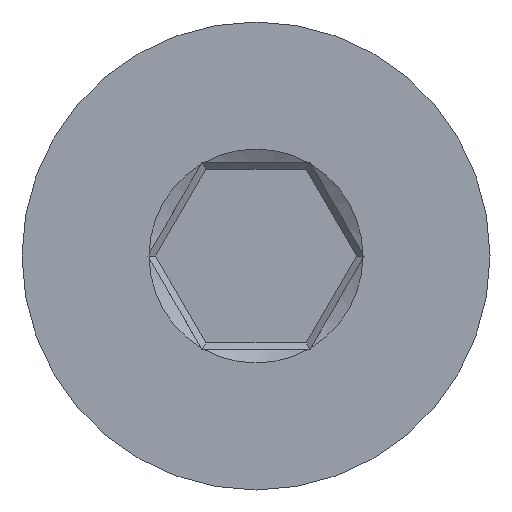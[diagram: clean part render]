
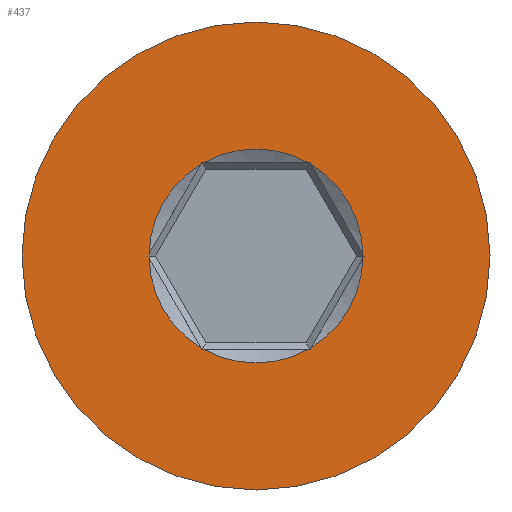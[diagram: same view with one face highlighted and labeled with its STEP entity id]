
A CAD part, left-side view. The second image highlights one B-rep face of the part: STEP entity #437.
In plain terms, the highlighted planar face has unit normal (-1, 0, 0).
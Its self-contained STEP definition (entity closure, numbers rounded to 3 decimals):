
#44=LINE('',#666,#80);
#45=LINE('',#672,#81);
#48=LINE('',#678,#84);
#49=LINE('',#683,#85);
#51=LINE('',#688,#87);
#52=LINE('',#693,#88);
#53=LINE('',#726,#89);
#54=LINE('',#727,#90);
#55=LINE('',#728,#91);
#56=LINE('',#729,#92);
#57=LINE('',#731,#93);
#58=LINE('',#732,#94);
#80=VECTOR('',#539,0.168);
#81=VECTOR('',#540,0.168);
#84=VECTOR('',#545,0.168);
#85=VECTOR('',#546,0.168);
#87=VECTOR('',#550,0.168);
#88=VECTOR('',#551,0.168);
#89=VECTOR('',#582,0.168);
#90=VECTOR('',#583,0.168);
#91=VECTOR('',#584,0.168);
#92=VECTOR('',#585,0.168);
#93=VECTOR('',#586,0.168);
#94=VECTOR('',#587,0.168);
#108=PLANE('',#477);
#118=FACE_BOUND('',#173,.T.);
#142=FACE_OUTER_BOUND('',#172,.T.);
#172=EDGE_LOOP('',(#361));
#173=EDGE_LOOP('',(#362,#363,#364,#365,#366,#367,#368,#369,#370,#371,#372,
#373,#374,#375,#376,#377,#378,#379));
#189=CIRCLE('',#466,8.);
#190=CIRCLE('',#468,8.);
#191=CIRCLE('',#470,8.);
#192=CIRCLE('',#472,8.);
#193=CIRCLE('',#474,8.);
#194=CIRCLE('',#476,8.);
#195=CIRCLE('',#478,17.5);
#216=VERTEX_POINT('',#663);
#217=VERTEX_POINT('',#665);
#218=VERTEX_POINT('',#667);
#219=VERTEX_POINT('',#671);
#220=VERTEX_POINT('',#675);
#221=VERTEX_POINT('',#677);
#222=VERTEX_POINT('',#679);
#223=VERTEX_POINT('',#685);
#224=VERTEX_POINT('',#687);
#225=VERTEX_POINT('',#689);
#226=VERTEX_POINT('',#696);
#227=VERTEX_POINT('',#697);
#228=VERTEX_POINT('',#709);
#229=VERTEX_POINT('',#710);
#230=VERTEX_POINT('',#716);
#231=VERTEX_POINT('',#717);
#232=VERTEX_POINT('',#723);
#233=VERTEX_POINT('',#725);
#234=VERTEX_POINT('',#730);
#261=EDGE_CURVE('',#217,#216,#44,.T.);
#263=EDGE_CURVE('',#219,#218,#45,.T.);
#266=EDGE_CURVE('',#221,#220,#48,.T.);
#268=EDGE_CURVE('',#216,#222,#49,.T.);
#270=EDGE_CURVE('',#224,#223,#51,.T.);
#272=EDGE_CURVE('',#220,#225,#52,.T.);
#274=EDGE_CURVE('',#227,#226,#189,.T.);
#275=EDGE_CURVE('',#218,#217,#190,.T.);
#276=EDGE_CURVE('',#222,#221,#191,.T.);
#277=EDGE_CURVE('',#225,#224,#192,.T.);
#279=EDGE_CURVE('',#229,#228,#193,.T.);
#281=EDGE_CURVE('',#231,#230,#194,.T.);
#282=EDGE_CURVE('',#232,#232,#195,.T.);
#283=EDGE_CURVE('',#230,#233,#53,.T.);
#284=EDGE_CURVE('',#233,#227,#54,.T.);
#285=EDGE_CURVE('',#226,#219,#55,.T.);
#286=EDGE_CURVE('',#223,#229,#56,.T.);
#287=EDGE_CURVE('',#228,#234,#57,.T.);
#288=EDGE_CURVE('',#234,#231,#58,.T.);
#361=ORIENTED_EDGE('',*,*,#282,.F.);
#362=ORIENTED_EDGE('',*,*,#281,.T.);
#363=ORIENTED_EDGE('',*,*,#283,.T.);
#364=ORIENTED_EDGE('',*,*,#284,.T.);
#365=ORIENTED_EDGE('',*,*,#274,.T.);
#366=ORIENTED_EDGE('',*,*,#285,.T.);
#367=ORIENTED_EDGE('',*,*,#263,.T.);
#368=ORIENTED_EDGE('',*,*,#275,.T.);
#369=ORIENTED_EDGE('',*,*,#261,.T.);
#370=ORIENTED_EDGE('',*,*,#268,.T.);
#371=ORIENTED_EDGE('',*,*,#276,.T.);
#372=ORIENTED_EDGE('',*,*,#266,.T.);
#373=ORIENTED_EDGE('',*,*,#272,.T.);
#374=ORIENTED_EDGE('',*,*,#277,.T.);
#375=ORIENTED_EDGE('',*,*,#270,.T.);
#376=ORIENTED_EDGE('',*,*,#286,.T.);
#377=ORIENTED_EDGE('',*,*,#279,.T.);
#378=ORIENTED_EDGE('',*,*,#287,.T.);
#379=ORIENTED_EDGE('',*,*,#288,.T.);
#437=ADVANCED_FACE('',(#142,#118),#108,.T.);
#466=AXIS2_PLACEMENT_3D('',#701,#556,#557);
#468=AXIS2_PLACEMENT_3D('',#703,#560,#561);
#470=AXIS2_PLACEMENT_3D('',#705,#564,#565);
#472=AXIS2_PLACEMENT_3D('',#707,#568,#569);
#474=AXIS2_PLACEMENT_3D('',#714,#572,#573);
#476=AXIS2_PLACEMENT_3D('',#721,#576,#577);
#477=AXIS2_PLACEMENT_3D('',#722,#578,#579);
#478=AXIS2_PLACEMENT_3D('',#724,#580,#581);
#539=DIRECTION('',(0.,-1.,0.));
#540=DIRECTION('',(0.,-1.,0.));
#545=DIRECTION('',(0.,-0.5,-0.866));
#546=DIRECTION('',(0.,-0.5,-0.866));
#550=DIRECTION('',(0.,0.5,-0.866));
#551=DIRECTION('',(0.,0.5,-0.866));
#556=DIRECTION('center_axis',(1.,0.,0.));
#557=DIRECTION('ref_axis',(0.,1.,0.));
#560=DIRECTION('center_axis',(1.,0.,0.));
#561=DIRECTION('ref_axis',(0.,1.,0.));
#564=DIRECTION('center_axis',(1.,0.,0.));
#565=DIRECTION('ref_axis',(0.,1.,0.));
#568=DIRECTION('center_axis',(1.,0.,0.));
#569=DIRECTION('ref_axis',(0.,1.,0.));
#572=DIRECTION('center_axis',(1.,0.,0.));
#573=DIRECTION('ref_axis',(0.,1.,0.));
#576=DIRECTION('center_axis',(1.,0.,0.));
#577=DIRECTION('ref_axis',(0.,1.,0.));
#578=DIRECTION('center_axis',(-1.,0.,0.));
#579=DIRECTION('ref_axis',(0.,0.,1.));
#580=DIRECTION('center_axis',(1.,0.,0.));
#581=DIRECTION('ref_axis',(0.,0.,-1.));
#582=DIRECTION('',(0.,0.5,0.866));
#583=DIRECTION('',(0.,-0.5,0.866));
#584=DIRECTION('',(0.,-0.5,0.866));
#585=DIRECTION('',(0.,1.,0.));
#586=DIRECTION('',(0.,1.,0.));
#587=DIRECTION('',(0.,0.5,0.866));
#663=CARTESIAN_POINT('',(0.,-4.041,7.));
#665=CARTESIAN_POINT('',(0.,-3.873,7.));
#666=CARTESIAN_POINT('',(0.,10.771,7.));
#667=CARTESIAN_POINT('',(0.,3.873,7.));
#671=CARTESIAN_POINT('',(0.,4.041,7.));
#672=CARTESIAN_POINT('',(0.,10.771,7.));
#675=CARTESIAN_POINT('',(0.,-8.083,0.));
#677=CARTESIAN_POINT('',(0.,-7.999,0.146));
#678=CARTESIAN_POINT('',(0.,-2.864,9.039));
#679=CARTESIAN_POINT('',(0.,-4.126,6.854));
#683=CARTESIAN_POINT('',(0.,-2.864,9.039));
#685=CARTESIAN_POINT('',(0.,-4.041,-7.));
#687=CARTESIAN_POINT('',(0.,-4.126,-6.854));
#688=CARTESIAN_POINT('',(0.,-4.885,-5.539));
#689=CARTESIAN_POINT('',(0.,-7.999,-0.146));
#693=CARTESIAN_POINT('',(0.,-4.885,-5.539));
#696=CARTESIAN_POINT('',(0.,4.126,6.854));
#697=CARTESIAN_POINT('',(0.,7.999,0.146));
#701=CARTESIAN_POINT('Origin',(0.,0.,0.));
#703=CARTESIAN_POINT('Origin',(0.,0.,0.));
#705=CARTESIAN_POINT('Origin',(0.,0.,0.));
#707=CARTESIAN_POINT('Origin',(0.,0.,0.));
#709=CARTESIAN_POINT('',(0.,3.873,-7.));
#710=CARTESIAN_POINT('',(0.,-3.873,-7.));
#714=CARTESIAN_POINT('Origin',(0.,0.,0.));
#716=CARTESIAN_POINT('',(0.,7.999,-0.146));
#717=CARTESIAN_POINT('',(0.,4.126,-6.854));
#721=CARTESIAN_POINT('Origin',(0.,0.,0.));
#722=CARTESIAN_POINT('Origin',(0.,17.5,0.));
#723=CARTESIAN_POINT('',(0.,17.5,0.));
#724=CARTESIAN_POINT('Origin',(0.,0.,0.));
#725=CARTESIAN_POINT('',(0.,8.083,0.));
#726=CARTESIAN_POINT('',(0.,7.239,-1.461));
#727=CARTESIAN_POINT('',(0.,9.26,-2.039));
#728=CARTESIAN_POINT('',(0.,9.26,-2.039));
#729=CARTESIAN_POINT('',(0.,6.729,-7.));
#730=CARTESIAN_POINT('',(0.,4.041,-7.));
#731=CARTESIAN_POINT('',(0.,6.729,-7.));
#732=CARTESIAN_POINT('',(0.,7.239,-1.461));
